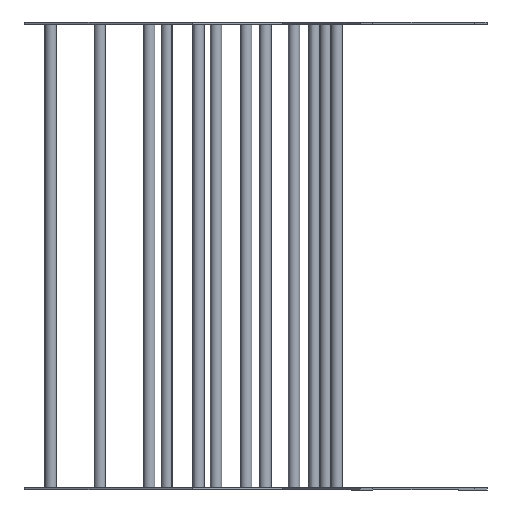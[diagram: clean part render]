
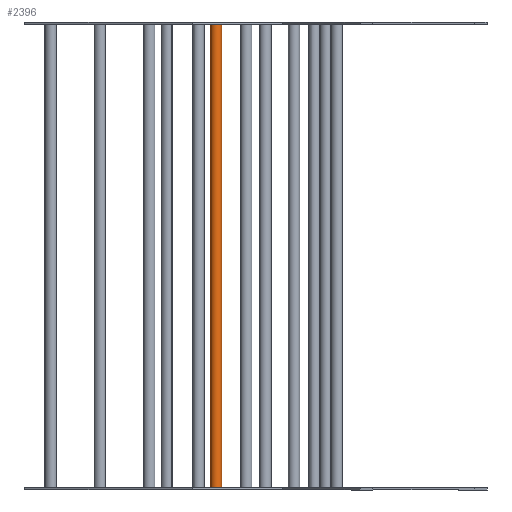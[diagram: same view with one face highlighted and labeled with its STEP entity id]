
A CAD part, front view. The second image highlights one B-rep face of the part: STEP entity #2396.
In plain terms, the highlighted cylindrical face has radius 5 mm (diameter 10 mm), a partial arc.
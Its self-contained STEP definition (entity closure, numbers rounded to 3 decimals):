
#471 = CARTESIAN_POINT ( 'NONE',  ( -8.761, 6.924, 400. ) ) ;
#575 = ORIENTED_EDGE ( 'NONE', *, *, #2268, .F. ) ;
#689 = EDGE_LOOP ( 'NONE', ( #575, #5921, #4344, #6176 ) ) ;
#700 = DIRECTION ( 'NONE',  ( 0., 0., 1. ) ) ;
#904 = DIRECTION ( 'NONE',  ( 0., 0., 1. ) ) ;
#1105 = AXIS2_PLACEMENT_3D ( 'NONE', #471, #4753, #4307 ) ;
#1173 = CARTESIAN_POINT ( 'NONE',  ( -13.761, 6.924, 400. ) ) ;
#1283 = CIRCLE ( 'NONE', #4812, 5. ) ;
#1340 = LINE ( 'NONE', #5567, #4345 ) ;
#1350 = CIRCLE ( 'NONE', #5826, 5. ) ;
#1745 = DIRECTION ( 'NONE',  ( 1., 0., 0. ) ) ;
#1768 = VERTEX_POINT ( 'NONE', #6358 ) ;
#1922 = CARTESIAN_POINT ( 'NONE',  ( -13.761, 6.924, 400. ) ) ;
#2091 = EDGE_CURVE ( 'NONE', #3159, #1768, #1350, .T. ) ;
#2268 = EDGE_CURVE ( 'NONE', #1768, #4616, #1340, .T. ) ;
#2396 = ADVANCED_FACE ( 'NONE', ( #2716 ), #5279, .T. ) ;
#2397 = DIRECTION ( 'NONE',  ( 0., 0., -1. ) ) ;
#2614 = VERTEX_POINT ( 'NONE', #4635 ) ;
#2716 = FACE_OUTER_BOUND ( 'NONE', #689, .T. ) ;
#2853 = CARTESIAN_POINT ( 'NONE',  ( -3.761, 6.924, 0. ) ) ;
#3159 = VERTEX_POINT ( 'NONE', #1173 ) ;
#3440 = EDGE_CURVE ( 'NONE', #2614, #4616, #1283, .T. ) ;
#4125 = EDGE_CURVE ( 'NONE', #3159, #2614, #5262, .T. ) ;
#4307 = DIRECTION ( 'NONE',  ( -1., 0., 0. ) ) ;
#4344 = ORIENTED_EDGE ( 'NONE', *, *, #4125, .T. ) ;
#4345 = VECTOR ( 'NONE', #2397, 1000. ) ;
#4616 = VERTEX_POINT ( 'NONE', #2853 ) ;
#4635 = CARTESIAN_POINT ( 'NONE',  ( -13.761, 6.924, 0. ) ) ;
#4753 = DIRECTION ( 'NONE',  ( 0., 0., -1. ) ) ;
#4812 = AXIS2_PLACEMENT_3D ( 'NONE', #5499, #700, #1745 ) ;
#5121 = CARTESIAN_POINT ( 'NONE',  ( -8.761, 6.924, 400. ) ) ;
#5262 = LINE ( 'NONE', #1922, #5501 ) ;
#5279 = CYLINDRICAL_SURFACE ( 'NONE', #1105, 5. ) ;
#5499 = CARTESIAN_POINT ( 'NONE',  ( -8.761, 6.924, 0. ) ) ;
#5501 = VECTOR ( 'NONE', #5627, 1000. ) ;
#5567 = CARTESIAN_POINT ( 'NONE',  ( -3.761, 6.924, 400. ) ) ;
#5627 = DIRECTION ( 'NONE',  ( 0., 0., -1. ) ) ;
#5642 = DIRECTION ( 'NONE',  ( 1., 0., 0. ) ) ;
#5826 = AXIS2_PLACEMENT_3D ( 'NONE', #5121, #904, #5642 ) ;
#5921 = ORIENTED_EDGE ( 'NONE', *, *, #2091, .F. ) ;
#6176 = ORIENTED_EDGE ( 'NONE', *, *, #3440, .T. ) ;
#6358 = CARTESIAN_POINT ( 'NONE',  ( -3.761, 6.924, 400. ) ) ;
